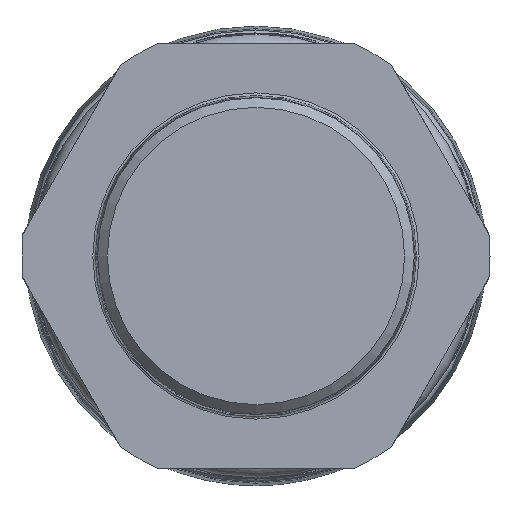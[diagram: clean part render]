
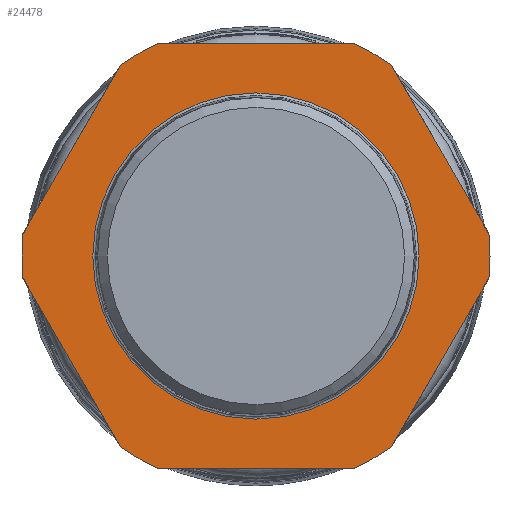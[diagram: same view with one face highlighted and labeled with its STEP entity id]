
A CAD part, left-side view. The second image highlights one B-rep face of the part: STEP entity #24478.
In plain terms, the highlighted planar face has unit normal (-1, 0, 0).
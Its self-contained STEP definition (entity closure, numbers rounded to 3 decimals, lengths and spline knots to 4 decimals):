
#308=FACE_BOUND('',#5687,.T.);
#2735=CIRCLE('',#26621,1.2073);
#2736=CIRCLE('',#26622,1.2073);
#2740=CIRCLE('',#26628,1.7323);
#2741=CIRCLE('',#26629,1.7323);
#2742=CIRCLE('',#26630,1.7323);
#2743=CIRCLE('',#26631,1.7323);
#2744=CIRCLE('',#26632,1.7323);
#2745=CIRCLE('',#26633,1.7323);
#4309=FACE_OUTER_BOUND('',#5686,.T.);
#5686=EDGE_LOOP('',(#22503,#22504,#22505,#22506,#22507,#22508,#22509,#22510,
#22511,#22512,#22513,#22514));
#5687=EDGE_LOOP('',(#22515,#22516));
#7091=LINE('',#51152,#8172);
#7092=LINE('',#51156,#8173);
#7093=LINE('',#51160,#8174);
#7094=LINE('',#51164,#8175);
#7095=LINE('',#51168,#8176);
#7096=LINE('',#51172,#8177);
#8172=VECTOR('',#31949,0.3937);
#8173=VECTOR('',#31952,0.3937);
#8174=VECTOR('',#31955,0.3937);
#8175=VECTOR('',#31958,0.3937);
#8176=VECTOR('',#31961,0.3937);
#8177=VECTOR('',#31964,0.3937);
#11685=VERTEX_POINT('',#51137);
#11686=VERTEX_POINT('',#51139);
#11689=VERTEX_POINT('',#51150);
#11690=VERTEX_POINT('',#51151);
#11691=VERTEX_POINT('',#51153);
#11692=VERTEX_POINT('',#51155);
#11693=VERTEX_POINT('',#51157);
#11694=VERTEX_POINT('',#51159);
#11695=VERTEX_POINT('',#51161);
#11696=VERTEX_POINT('',#51163);
#11697=VERTEX_POINT('',#51165);
#11698=VERTEX_POINT('',#51167);
#11699=VERTEX_POINT('',#51169);
#11700=VERTEX_POINT('',#51171);
#15301=EDGE_CURVE('',#11685,#11686,#2735,.T.);
#15302=EDGE_CURVE('',#11686,#11685,#2736,.T.);
#15307=EDGE_CURVE('',#11689,#11690,#7091,.T.);
#15308=EDGE_CURVE('',#11691,#11690,#2740,.T.);
#15309=EDGE_CURVE('',#11691,#11692,#7092,.T.);
#15310=EDGE_CURVE('',#11693,#11692,#2741,.T.);
#15311=EDGE_CURVE('',#11693,#11694,#7093,.T.);
#15312=EDGE_CURVE('',#11695,#11694,#2742,.T.);
#15313=EDGE_CURVE('',#11695,#11696,#7094,.T.);
#15314=EDGE_CURVE('',#11697,#11696,#2743,.T.);
#15315=EDGE_CURVE('',#11697,#11698,#7095,.T.);
#15316=EDGE_CURVE('',#11699,#11698,#2744,.T.);
#15317=EDGE_CURVE('',#11699,#11700,#7096,.T.);
#15318=EDGE_CURVE('',#11689,#11700,#2745,.T.);
#22503=ORIENTED_EDGE('',*,*,#15307,.T.);
#22504=ORIENTED_EDGE('',*,*,#15308,.F.);
#22505=ORIENTED_EDGE('',*,*,#15309,.T.);
#22506=ORIENTED_EDGE('',*,*,#15310,.F.);
#22507=ORIENTED_EDGE('',*,*,#15311,.T.);
#22508=ORIENTED_EDGE('',*,*,#15312,.F.);
#22509=ORIENTED_EDGE('',*,*,#15313,.T.);
#22510=ORIENTED_EDGE('',*,*,#15314,.F.);
#22511=ORIENTED_EDGE('',*,*,#15315,.T.);
#22512=ORIENTED_EDGE('',*,*,#15316,.F.);
#22513=ORIENTED_EDGE('',*,*,#15317,.T.);
#22514=ORIENTED_EDGE('',*,*,#15318,.F.);
#22515=ORIENTED_EDGE('',*,*,#15302,.F.);
#22516=ORIENTED_EDGE('',*,*,#15301,.F.);
#23178=PLANE('',#26627);
#24478=ADVANCED_FACE('',(#4309,#308),#23178,.T.);
#26621=AXIS2_PLACEMENT_3D('',#51140,#31934,#31935);
#26622=AXIS2_PLACEMENT_3D('',#51141,#31936,#31937);
#26627=AXIS2_PLACEMENT_3D('',#51149,#31947,#31948);
#26628=AXIS2_PLACEMENT_3D('',#51154,#31950,#31951);
#26629=AXIS2_PLACEMENT_3D('',#51158,#31953,#31954);
#26630=AXIS2_PLACEMENT_3D('',#51162,#31956,#31957);
#26631=AXIS2_PLACEMENT_3D('',#51166,#31959,#31960);
#26632=AXIS2_PLACEMENT_3D('',#51170,#31962,#31963);
#26633=AXIS2_PLACEMENT_3D('',#51173,#31965,#31966);
#31934=DIRECTION('center_axis',(-1.,0.,0.));
#31935=DIRECTION('ref_axis',(0.,1.,0.));
#31936=DIRECTION('center_axis',(-1.,0.,0.));
#31937=DIRECTION('ref_axis',(0.,1.,0.));
#31947=DIRECTION('center_axis',(-1.,0.,0.));
#31948=DIRECTION('ref_axis',(0.,1.,0.));
#31949=DIRECTION('',(0.,0.5,0.866));
#31950=DIRECTION('center_axis',(1.,0.,0.));
#31951=DIRECTION('ref_axis',(0.,-1.,0.));
#31952=DIRECTION('',(0.,1.,0.));
#31953=DIRECTION('center_axis',(1.,0.,0.));
#31954=DIRECTION('ref_axis',(0.,-1.,0.));
#31955=DIRECTION('',(0.,0.5,-0.866));
#31956=DIRECTION('center_axis',(1.,0.,0.));
#31957=DIRECTION('ref_axis',(0.,-1.,0.));
#31958=DIRECTION('',(0.,-0.5,-0.866));
#31959=DIRECTION('center_axis',(1.,0.,0.));
#31960=DIRECTION('ref_axis',(0.,-1.,0.));
#31961=DIRECTION('',(0.,-1.,0.));
#31962=DIRECTION('center_axis',(1.,0.,0.));
#31963=DIRECTION('ref_axis',(0.,-1.,0.));
#31964=DIRECTION('',(0.,-0.5,0.866));
#31965=DIRECTION('center_axis',(1.,0.,0.));
#31966=DIRECTION('ref_axis',(0.,-1.,0.));
#51137=CARTESIAN_POINT('',(-1.5748,1.2073,0.));
#51139=CARTESIAN_POINT('',(-1.5748,-1.2073,0.));
#51140=CARTESIAN_POINT('Origin',(-1.5748,0.,
0.));
#51141=CARTESIAN_POINT('Origin',(-1.5748,0.,
0.));
#51149=CARTESIAN_POINT('Origin',(-1.5748,0.,
-1.7323));
#51150=CARTESIAN_POINT('',(-1.5748,-1.7247,0.1624));
#51151=CARTESIAN_POINT('',(-1.5748,-1.003,1.4124));
#51152=CARTESIAN_POINT('',(-1.5748,-1.9193,-0.1747));
#51153=CARTESIAN_POINT('',(-1.5748,-0.7217,1.5748));
#51154=CARTESIAN_POINT('Origin',(-1.5748,0.,
0.));
#51155=CARTESIAN_POINT('',(-1.5748,0.7217,1.5748));
#51156=CARTESIAN_POINT('',(-1.5748,-0.3608,1.5748));
#51157=CARTESIAN_POINT('',(-1.5748,1.003,1.4124));
#51158=CARTESIAN_POINT('Origin',(-1.5748,0.,
0.));
#51159=CARTESIAN_POINT('',(-1.5748,1.7247,0.1624));
#51160=CARTESIAN_POINT('',(-1.5748,1.5585,0.4503));
#51161=CARTESIAN_POINT('',(-1.5748,1.7247,-0.1624));
#51162=CARTESIAN_POINT('Origin',(-1.5748,0.,
0.));
#51163=CARTESIAN_POINT('',(-1.5748,1.003,-1.4124));
#51164=CARTESIAN_POINT('',(-1.5748,1.1692,-1.1245));
#51165=CARTESIAN_POINT('',(-1.5748,0.7217,-1.5748));
#51166=CARTESIAN_POINT('Origin',(-1.5748,0.,
0.));
#51167=CARTESIAN_POINT('',(-1.5748,-0.7217,-1.5748));
#51168=CARTESIAN_POINT('',(-1.5748,0.3608,-1.5748));
#51169=CARTESIAN_POINT('',(-1.5748,-1.003,-1.4124));
#51170=CARTESIAN_POINT('Origin',(-1.5748,0.,
0.));
#51171=CARTESIAN_POINT('',(-1.5748,-1.7247,-0.1624));
#51172=CARTESIAN_POINT('',(-1.5748,-0.8084,-1.7495));
#51173=CARTESIAN_POINT('Origin',(-1.5748,0.,
0.));
